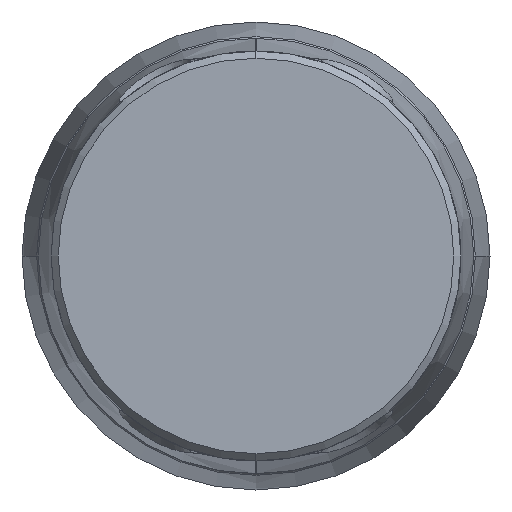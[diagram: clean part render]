
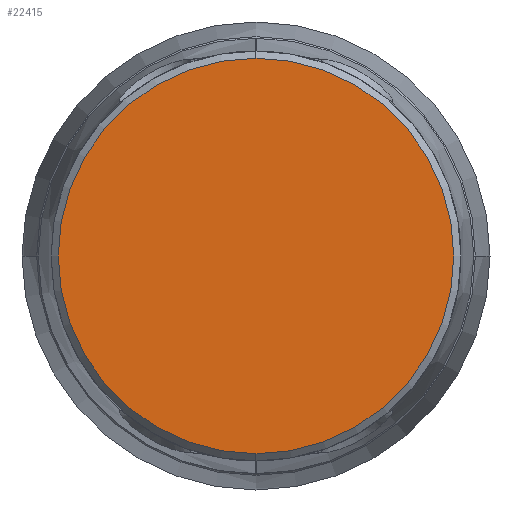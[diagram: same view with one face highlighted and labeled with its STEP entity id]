
A CAD part, left-side view. The second image highlights one B-rep face of the part: STEP entity #22415.
In plain terms, the highlighted planar face has unit normal (-1, 0, 0).
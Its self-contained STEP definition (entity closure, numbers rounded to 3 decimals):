
#22331=CARTESIAN_POINT('',(-53.472,0.,0.));
#22332=DIRECTION('',(-1.,0.,0.));
#22333=DIRECTION('',(0.,0.,-1.));
#22334=AXIS2_PLACEMENT_3D('',#22331,#22332,#22333);
#22383=CARTESIAN_POINT('',(-53.472,0.,0.));
#22384=DIRECTION('',(1.,0.,0.));
#22385=DIRECTION('',(0.,0.,-1.));
#22386=AXIS2_PLACEMENT_3D('',#22383,#22384,#22385);
#22392=CARTESIAN_POINT('',(-53.472,0.,-21.975));
#22393=CARTESIAN_POINT('',(-53.472,0.,21.975));
#22394=VERTEX_POINT('',#22392);
#22395=VERTEX_POINT('',#22393);
#22404=CARTESIAN_POINT('',(-53.472,0.,0.));
#22405=DIRECTION('',(-1.,0.,0.));
#22406=DIRECTION('',(0.,0.,1.));
#22407=AXIS2_PLACEMENT_3D('',#22404,#22405,#22406);
#22408=PLANE('',#22407);
#22410=ORIENTED_EDGE('',*,*,#22409,.F.);
#22412=ORIENTED_EDGE('',*,*,#22411,.T.);
#22413=EDGE_LOOP('',(#22410,#22412));
#22414=FACE_OUTER_BOUND('',#22413,.F.);
#22415=ADVANCED_FACE('',(#22414),#22408,.T.);
#22335=CIRCLE('',#22334,21.975);
#22387=CIRCLE('',#22386,21.975);
#22409=EDGE_CURVE('',#22394,#22395,#22335,.T.);
#22411=EDGE_CURVE('',#22394,#22395,#22387,.T.);
